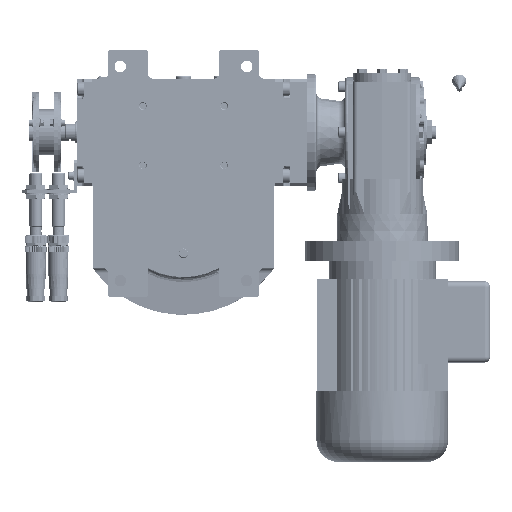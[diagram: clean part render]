
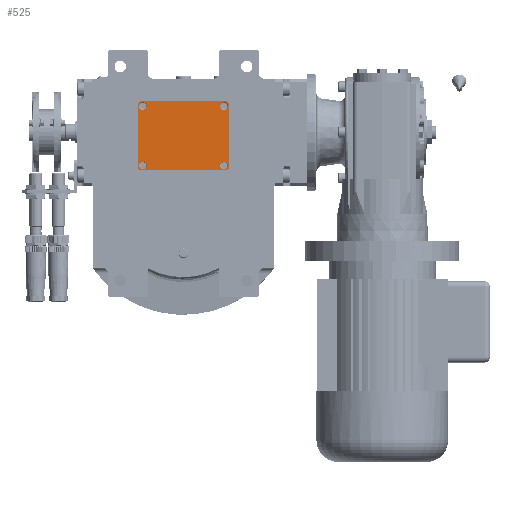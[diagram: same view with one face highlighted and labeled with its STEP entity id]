
A CAD part, front view. The second image highlights one B-rep face of the part: STEP entity #525.
In plain terms, the highlighted face is planar.
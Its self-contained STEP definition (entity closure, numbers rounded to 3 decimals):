
#194 = EDGE_LOOP ( 'NONE', ( #34610, #47951, #84988, #74388, #61268, #146171, #40438, #16548 ) ) ;
#525 = ADVANCED_FACE ( 'NONE', ( #81765, #113210, #58615, #147654, #138644 ), #126653, .T. ) ;
#1732 = VECTOR ( 'NONE', #55649, 1000. ) ;
#1833 = VECTOR ( 'NONE', #36625, 1000. ) ;
#2183 = CARTESIAN_POINT ( 'NONE',  ( -40.5, 27., 3. ) ) ;
#2518 = CIRCLE ( 'NONE', #28762, 3.5 ) ;
#2730 = EDGE_CURVE ( 'NONE', #58508, #72083, #77456, .T. ) ;
#2882 = EDGE_CURVE ( 'NONE', #34216, #82627, #127866, .T. ) ;
#3862 = CARTESIAN_POINT ( 'NONE',  ( 37., -27., 3. ) ) ;
#4133 = CARTESIAN_POINT ( 'NONE',  ( 39.5, -31.5, 3. ) ) ;
#4654 = VERTEX_POINT ( 'NONE', #13750 ) ;
#6032 = DIRECTION ( 'NONE',  ( 0., 0., 1. ) ) ;
#8988 = EDGE_CURVE ( 'NONE', #113240, #53042, #112699, .T. ) ;
#9044 = AXIS2_PLACEMENT_3D ( 'NONE', #131590, #41880, #41145 ) ;
#12014 = CARTESIAN_POINT ( 'NONE',  ( 41.5, -29.5, 3. ) ) ;
#12019 = CARTESIAN_POINT ( 'NONE',  ( -37., 27., 3. ) ) ;
#12748 = ORIENTED_EDGE ( 'NONE', *, *, #146257, .F. ) ;
#13055 = CARTESIAN_POINT ( 'NONE',  ( 0., 0., 3. ) ) ;
#13259 = CARTESIAN_POINT ( 'NONE',  ( 39.5, 31.5, 3. ) ) ;
#13632 = LINE ( 'NONE', #96541, #70910 ) ;
#13750 = CARTESIAN_POINT ( 'NONE',  ( -39.5, -31.5, 3. ) ) ;
#14676 = CARTESIAN_POINT ( 'NONE',  ( 39.5, 31.5, 3. ) ) ;
#15099 = CARTESIAN_POINT ( 'NONE',  ( 41.5, 29.5, 3. ) ) ;
#15806 = DIRECTION ( 'NONE',  ( -1., 0., 0. ) ) ;
#16548 = ORIENTED_EDGE ( 'NONE', *, *, #82645, .T. ) ;
#17840 = CIRCLE ( 'NONE', #24976, 3.5 ) ;
#19953 = VERTEX_POINT ( 'NONE', #4133 ) ;
#23291 = CARTESIAN_POINT ( 'NONE',  ( -40.5, -27., 3. ) ) ;
#24278 = DIRECTION ( 'NONE',  ( 1., 0., 0. ) ) ;
#24685 = LINE ( 'NONE', #12014, #1833 ) ;
#24976 = AXIS2_PLACEMENT_3D ( 'NONE', #3862, #84538, #15806 ) ;
#25357 = CARTESIAN_POINT ( 'NONE',  ( -33.5, 27., 3. ) ) ;
#26361 = DIRECTION ( 'NONE',  ( 0., 0., 1. ) ) ;
#26405 = CIRCLE ( 'NONE', #112276, 3.5 ) ;
#26877 = EDGE_CURVE ( 'NONE', #113627, #138534, #24685, .T. ) ;
#28762 = AXIS2_PLACEMENT_3D ( 'NONE', #128727, #26361, #118993 ) ;
#30520 = CARTESIAN_POINT ( 'NONE',  ( -41.5, -29.5, 3. ) ) ;
#31622 = EDGE_CURVE ( 'NONE', #72083, #82773, #102012, .T. ) ;
#32673 = EDGE_CURVE ( 'NONE', #82773, #4654, #109033, .T. ) ;
#34216 = VERTEX_POINT ( 'NONE', #125117 ) ;
#34338 = VECTOR ( 'NONE', #40147, 1000. ) ;
#34610 = ORIENTED_EDGE ( 'NONE', *, *, #26877, .T. ) ;
#35483 = AXIS2_PLACEMENT_3D ( 'NONE', #45260, #125935, #137167 ) ;
#35835 = EDGE_CURVE ( 'NONE', #82627, #34216, #99944, .T. ) ;
#35987 = ORIENTED_EDGE ( 'NONE', *, *, #8988, .F. ) ;
#36625 = DIRECTION ( 'NONE',  ( 0., 1., 0. ) ) ;
#37000 = CARTESIAN_POINT ( 'NONE',  ( 33.5, -27., 3. ) ) ;
#37835 = DIRECTION ( 'NONE',  ( -1., 0., 0. ) ) ;
#38546 = VERTEX_POINT ( 'NONE', #2183 ) ;
#40147 = DIRECTION ( 'NONE',  ( -0.707, 0.707, 0. ) ) ;
#40438 = ORIENTED_EDGE ( 'NONE', *, *, #114669, .T. ) ;
#40874 = LINE ( 'NONE', #142579, #34338 ) ;
#41145 = DIRECTION ( 'NONE',  ( 1., 0., 0. ) ) ;
#41869 = DIRECTION ( 'NONE',  ( -1., 0., 0. ) ) ;
#41880 = DIRECTION ( 'NONE',  ( 0., 0., 1. ) ) ;
#43045 = CARTESIAN_POINT ( 'NONE',  ( -39.5, -31.5, 3. ) ) ;
#45260 = CARTESIAN_POINT ( 'NONE',  ( 37., 27., 3. ) ) ;
#45355 = CARTESIAN_POINT ( 'NONE',  ( 37., 27., 3. ) ) ;
#45752 = VERTEX_POINT ( 'NONE', #13259 ) ;
#46902 = EDGE_LOOP ( 'NONE', ( #67202, #12748 ) ) ;
#47874 = DIRECTION ( 'NONE',  ( 0., 0., 1. ) ) ;
#47951 = ORIENTED_EDGE ( 'NONE', *, *, #104123, .T. ) ;
#50204 = DIRECTION ( 'NONE',  ( 0.707, 0.707, 0. ) ) ;
#53042 = VERTEX_POINT ( 'NONE', #37000 ) ;
#54167 = VECTOR ( 'NONE', #142705, 1000. ) ;
#54616 = VERTEX_POINT ( 'NONE', #23291 ) ;
#55649 = DIRECTION ( 'NONE',  ( 0., -1., 0. ) ) ;
#56289 = VECTOR ( 'NONE', #100660, 1000. ) ;
#57867 = CARTESIAN_POINT ( 'NONE',  ( -41.5, 29.5, 3. ) ) ;
#58508 = VERTEX_POINT ( 'NONE', #97080 ) ;
#58615 = FACE_BOUND ( 'NONE', #122487, .T. ) ;
#61268 = ORIENTED_EDGE ( 'NONE', *, *, #31622, .T. ) ;
#67202 = ORIENTED_EDGE ( 'NONE', *, *, #107142, .F. ) ;
#68032 = ORIENTED_EDGE ( 'NONE', *, *, #125744, .F. ) ;
#68207 = CARTESIAN_POINT ( 'NONE',  ( 37., -27., 3. ) ) ;
#70910 = VECTOR ( 'NONE', #50204, 1000. ) ;
#71496 = ORIENTED_EDGE ( 'NONE', *, *, #2882, .F. ) ;
#72083 = VERTEX_POINT ( 'NONE', #132219 ) ;
#74388 = ORIENTED_EDGE ( 'NONE', *, *, #2730, .T. ) ;
#75914 = LINE ( 'NONE', #43045, #106252 ) ;
#77345 = EDGE_LOOP ( 'NONE', ( #71496, #83929 ) ) ;
#77456 = LINE ( 'NONE', #89409, #56289 ) ;
#79410 = DIRECTION ( 'NONE',  ( 0., 0., 1. ) ) ;
#79982 = DIRECTION ( 'NONE',  ( -1., 0., 0. ) ) ;
#80967 = AXIS2_PLACEMENT_3D ( 'NONE', #87442, #6032, #41869 ) ;
#81245 = CARTESIAN_POINT ( 'NONE',  ( 41.5, -29.5, 3. ) ) ;
#81765 = FACE_OUTER_BOUND ( 'NONE', #194, .T. ) ;
#82627 = VERTEX_POINT ( 'NONE', #115984 ) ;
#82645 = EDGE_CURVE ( 'NONE', #19953, #113627, #13632, .T. ) ;
#82773 = VERTEX_POINT ( 'NONE', #133869 ) ;
#83929 = ORIENTED_EDGE ( 'NONE', *, *, #35835, .F. ) ;
#84538 = DIRECTION ( 'NONE',  ( 0., 0., 1. ) ) ;
#84988 = ORIENTED_EDGE ( 'NONE', *, *, #119567, .T. ) ;
#87442 = CARTESIAN_POINT ( 'NONE',  ( -37., -27., 3. ) ) ;
#88589 = DIRECTION ( 'NONE',  ( 1., 0., 0. ) ) ;
#89409 = CARTESIAN_POINT ( 'NONE',  ( -39.5, 31.5, 3. ) ) ;
#89917 = DIRECTION ( 'NONE',  ( 1., 0., 0. ) ) ;
#95661 = VERTEX_POINT ( 'NONE', #25357 ) ;
#96043 = EDGE_CURVE ( 'NONE', #53042, #113240, #17840, .T. ) ;
#96541 = CARTESIAN_POINT ( 'NONE',  ( 39.5, -31.5, 3. ) ) ;
#97080 = CARTESIAN_POINT ( 'NONE',  ( -39.5, 31.5, 3. ) ) ;
#97610 = LINE ( 'NONE', #14676, #133451 ) ;
#99944 = CIRCLE ( 'NONE', #35483, 3.5 ) ;
#100660 = DIRECTION ( 'NONE',  ( -0.707, -0.707, 0. ) ) ;
#102012 = LINE ( 'NONE', #57867, #1732 ) ;
#104123 = EDGE_CURVE ( 'NONE', #138534, #45752, #40874, .T. ) ;
#104246 = DIRECTION ( 'NONE',  ( 0., 0., 1. ) ) ;
#104917 = CIRCLE ( 'NONE', #80967, 3.5 ) ;
#106252 = VECTOR ( 'NONE', #88589, 1000. ) ;
#106843 = ORIENTED_EDGE ( 'NONE', *, *, #133684, .F. ) ;
#107142 = EDGE_CURVE ( 'NONE', #117882, #54616, #116371, .T. ) ;
#109033 = LINE ( 'NONE', #30520, #54167 ) ;
#112276 = AXIS2_PLACEMENT_3D ( 'NONE', #12019, #47874, #79982 ) ;
#112699 = CIRCLE ( 'NONE', #131843, 3.5 ) ;
#113210 = FACE_BOUND ( 'NONE', #77345, .T. ) ;
#113240 = VERTEX_POINT ( 'NONE', #145911 ) ;
#113627 = VERTEX_POINT ( 'NONE', #81245 ) ;
#114669 = EDGE_CURVE ( 'NONE', #4654, #19953, #75914, .T. ) ;
#115984 = CARTESIAN_POINT ( 'NONE',  ( 33.5, 27., 3. ) ) ;
#116371 = CIRCLE ( 'NONE', #9044, 3.5 ) ;
#117882 = VERTEX_POINT ( 'NONE', #120142 ) ;
#118993 = DIRECTION ( 'NONE',  ( 1., 0., 0. ) ) ;
#119567 = EDGE_CURVE ( 'NONE', #45752, #58508, #97610, .T. ) ;
#120142 = CARTESIAN_POINT ( 'NONE',  ( -33.5, -27., 3. ) ) ;
#122319 = ORIENTED_EDGE ( 'NONE', *, *, #96043, .F. ) ;
#122487 = EDGE_LOOP ( 'NONE', ( #68032, #106843 ) ) ;
#125117 = CARTESIAN_POINT ( 'NONE',  ( 40.5, 27., 3. ) ) ;
#125744 = EDGE_CURVE ( 'NONE', #95661, #38546, #2518, .T. ) ;
#125935 = DIRECTION ( 'NONE',  ( 0., 0., 1. ) ) ;
#126653 = PLANE ( 'NONE',  #127957 ) ;
#127866 = CIRCLE ( 'NONE', #139892, 3.5 ) ;
#127957 = AXIS2_PLACEMENT_3D ( 'NONE', #13055, #104246, #24278 ) ;
#128727 = CARTESIAN_POINT ( 'NONE',  ( -37., 27., 3. ) ) ;
#131590 = CARTESIAN_POINT ( 'NONE',  ( -37., -27., 3. ) ) ;
#131843 = AXIS2_PLACEMENT_3D ( 'NONE', #68207, #79410, #89917 ) ;
#132219 = CARTESIAN_POINT ( 'NONE',  ( -41.5, 29.5, 3. ) ) ;
#133451 = VECTOR ( 'NONE', #37835, 1000. ) ;
#133684 = EDGE_CURVE ( 'NONE', #38546, #95661, #26405, .T. ) ;
#133869 = CARTESIAN_POINT ( 'NONE',  ( -41.5, -29.5, 3. ) ) ;
#136509 = EDGE_LOOP ( 'NONE', ( #35987, #122319 ) ) ;
#136540 = DIRECTION ( 'NONE',  ( 0., 0., 1. ) ) ;
#137167 = DIRECTION ( 'NONE',  ( -1., 0., 0. ) ) ;
#138534 = VERTEX_POINT ( 'NONE', #15099 ) ;
#138644 = FACE_BOUND ( 'NONE', #46902, .T. ) ;
#139892 = AXIS2_PLACEMENT_3D ( 'NONE', #45355, #136540, #147022 ) ;
#142579 = CARTESIAN_POINT ( 'NONE',  ( 41.5, 29.5, 3. ) ) ;
#142705 = DIRECTION ( 'NONE',  ( 0.707, -0.707, 0. ) ) ;
#145911 = CARTESIAN_POINT ( 'NONE',  ( 40.5, -27., 3. ) ) ;
#146171 = ORIENTED_EDGE ( 'NONE', *, *, #32673, .T. ) ;
#146257 = EDGE_CURVE ( 'NONE', #54616, #117882, #104917, .T. ) ;
#147022 = DIRECTION ( 'NONE',  ( 1., 0., 0. ) ) ;
#147654 = FACE_BOUND ( 'NONE', #136509, .T. ) ;
